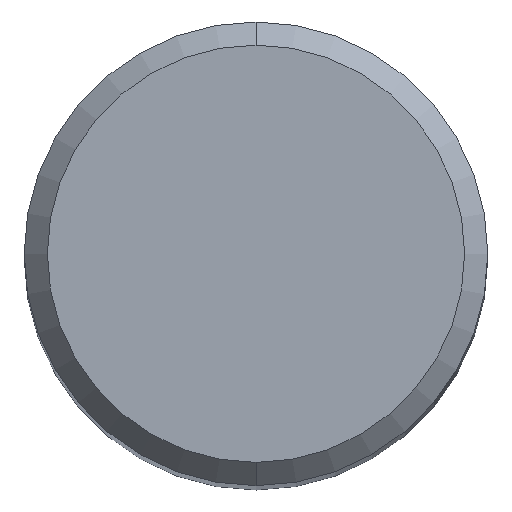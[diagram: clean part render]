
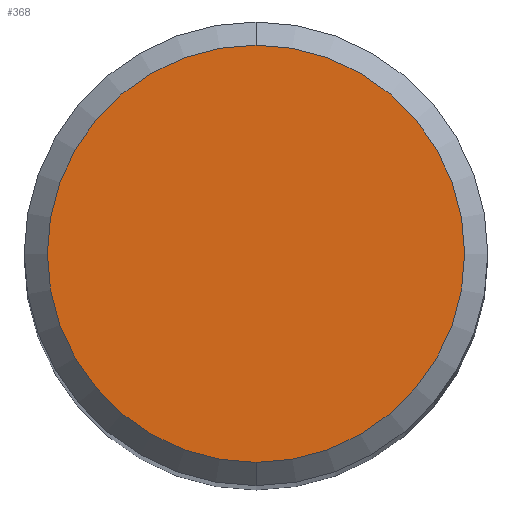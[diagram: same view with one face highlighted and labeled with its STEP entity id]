
A CAD part, top view. The second image highlights one B-rep face of the part: STEP entity #368.
In plain terms, the highlighted planar face has unit normal (0, 0, 1).
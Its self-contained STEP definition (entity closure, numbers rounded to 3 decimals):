
#240=EDGE_CURVE('',#314,#434,#544,.T.);
#314=VERTEX_POINT('',#628);
#368=ADVANCED_FACE('',(#689),#690,.T.);
#434=VERTEX_POINT('',#764);
#438=EDGE_CURVE('',#434,#314,#768,.T.);
#544=CIRCLE('',#997,5.4);
#628=CARTESIAN_POINT('',(0.,-5.4,0.0));
#689=FACE_OUTER_BOUND('',#1316,.T.);
#690=PLANE('',#1317);
#764=CARTESIAN_POINT('',(0.0,5.4,0.0));
#768=CIRCLE('',#1445,5.4);
#997=AXIS2_PLACEMENT_3D('',#1533,#1534,#1535);
#1316=EDGE_LOOP('',(#1701,#1702));
#1317=AXIS2_PLACEMENT_3D('',#1703,#1704,#1705);
#1445=AXIS2_PLACEMENT_3D('',#1816,#1817,#1818);
#1533=CARTESIAN_POINT('',(0.0,0.0,0.0));
#1534=DIRECTION('',(0.0,0.0,-1.0));
#1535=DIRECTION('',(0.0,1.0,0.0));
#1701=ORIENTED_EDGE('',*,*,#438,.F.);
#1702=ORIENTED_EDGE('',*,*,#240,.F.);
#1703=CARTESIAN_POINT('',(0.0,2.7,0.0));
#1704=DIRECTION('',(-0.0,0.0,1.0));
#1705=DIRECTION('',(0.0,-1.0,0.0));
#1816=CARTESIAN_POINT('',(0.0,0.0,0.0));
#1817=DIRECTION('',(0.0,0.0,-1.0));
#1818=DIRECTION('',(0.0,1.0,0.0));
